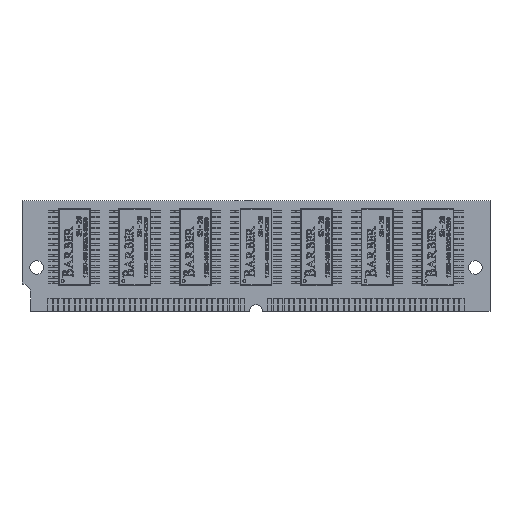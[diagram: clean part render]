
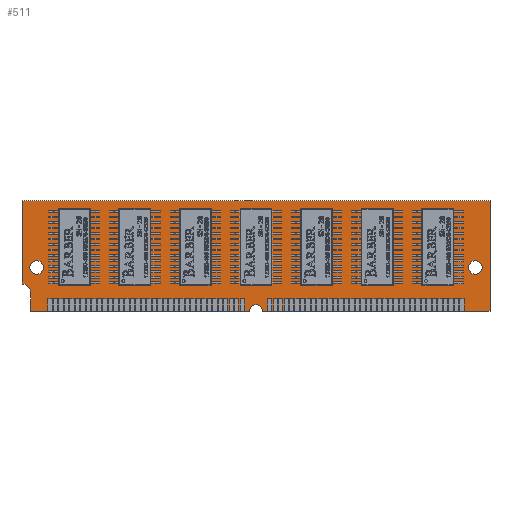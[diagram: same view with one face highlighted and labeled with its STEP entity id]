
A CAD part, top view. The second image highlights one B-rep face of the part: STEP entity #511.
In plain terms, the highlighted planar face has unit normal (0, 0, 1).
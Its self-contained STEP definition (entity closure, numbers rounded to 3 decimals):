
#353=VERTEX_POINT('',#354);
#354=CARTESIAN_POINT('',(52.515,0.0,1.372));
#360=EDGE_CURVE('',#353,#361,#363,.F.);
#361=VERTEX_POINT('',#362);
#362=CARTESIAN_POINT('',(2.032,0.0,1.372));
#363=LINE('',#364,#365);
#364=CARTESIAN_POINT('',(0.0,0.0,1.372));
#365=VECTOR('',#366,1.0);
#366=DIRECTION('',(1.0,0.0,0.0));
#393=VERTEX_POINT('',#394);
#394=CARTESIAN_POINT('',(0.,6.35,1.372));
#400=EDGE_CURVE('',#393,#401,#403,.F.);
#401=VERTEX_POINT('',#402);
#402=CARTESIAN_POINT('',(0.0,25.654,1.372));
#403=LINE('',#404,#405);
#404=CARTESIAN_POINT('',(0.0,0.0,1.372));
#405=VECTOR('',#406,1.0);
#406=DIRECTION('',(0.0,-1.0,0.0));
#422=EDGE_CURVE('',#423,#425,#427,.F.);
#423=VERTEX_POINT('',#424);
#424=CARTESIAN_POINT('',(108.204,0.0,1.372));
#425=VERTEX_POINT('',#426);
#426=CARTESIAN_POINT('',(55.69,0.0,1.372));
#427=LINE('',#428,#429);
#428=CARTESIAN_POINT('',(0.0,0.0,1.372));
#429=VECTOR('',#430,1.0);
#430=DIRECTION('',(1.0,0.0,0.0));
#471=VERTEX_POINT('',#472);
#472=CARTESIAN_POINT('',(108.204,25.654,1.372));
#478=EDGE_CURVE('',#471,#423,#479,.F.);
#479=LINE('',#480,#481);
#480=CARTESIAN_POINT('',(108.204,0.0,1.372));
#481=VECTOR('',#482,1.0);
#482=DIRECTION('',(0.0,1.0,0.0));
#500=EDGE_CURVE('',#401,#471,#501,.F.);
#501=LINE('',#502,#503);
#502=CARTESIAN_POINT('',(0.0,25.654,1.372));
#503=VECTOR('',#504,1.0);
#504=DIRECTION('',(-1.0,0.0,0.0));
#511=ADVANCED_FACE('',(#512,#523,#534),#563,.F.);
#512=FACE_BOUND('',#513,.T.);
#513=EDGE_LOOP('',(#514));
#514=ORIENTED_EDGE('',*,*,#515,.T.);
#515=EDGE_CURVE('',#516,#516,#518,.F.);
#516=VERTEX_POINT('',#517);
#517=CARTESIAN_POINT('',(103.238,10.16,1.372));
#518=CIRCLE('',#519,1.588);
#519=AXIS2_PLACEMENT_3D('',#520,#521,#522);
#520=CARTESIAN_POINT('',(104.826,10.16,1.372));
#521=DIRECTION('',(0.0,0.0,1.0));
#522=DIRECTION('',(-1.0,0.0,0.0));
#523=FACE_BOUND('',#524,.T.);
#524=EDGE_LOOP('',(#525));
#525=ORIENTED_EDGE('',*,*,#526,.T.);
#526=EDGE_CURVE('',#527,#527,#529,.F.);
#527=VERTEX_POINT('',#528);
#528=CARTESIAN_POINT('',(4.966,10.16,1.372));
#529=CIRCLE('',#530,1.588);
#530=AXIS2_PLACEMENT_3D('',#531,#532,#533);
#531=CARTESIAN_POINT('',(3.378,10.16,1.372));
#532=DIRECTION('',(0.0,0.0,1.0));
#533=DIRECTION('',(1.0,0.0,0.0));
#534=FACE_BOUND('',#535,.T.);
#535=EDGE_LOOP('',(#536,#537,#544,#545,#546,#547,#548,#557));
#536=ORIENTED_EDGE('',*,*,#360,.F.);
#537=ORIENTED_EDGE('',*,*,#538,.T.);
#538=EDGE_CURVE('',#353,#425,#539,.F.);
#539=CIRCLE('',#540,1.588);
#540=AXIS2_PLACEMENT_3D('',#541,#542,#543);
#541=CARTESIAN_POINT('',(54.102,0.0,1.372));
#542=DIRECTION('',(0.0,0.0,1.0));
#543=DIRECTION('',(1.0,0.0,0.0));
#544=ORIENTED_EDGE('',*,*,#422,.F.);
#545=ORIENTED_EDGE('',*,*,#478,.F.);
#546=ORIENTED_EDGE('',*,*,#500,.F.);
#547=ORIENTED_EDGE('',*,*,#400,.F.);
#548=ORIENTED_EDGE('',*,*,#549,.T.);
#549=EDGE_CURVE('',#393,#550,#552,.F.);
#550=VERTEX_POINT('',#551);
#551=CARTESIAN_POINT('',(2.032,4.318,1.372));
#552=CIRCLE('',#553,2.032);
#553=AXIS2_PLACEMENT_3D('',#554,#555,#556);
#554=CARTESIAN_POINT('',(0.0,4.318,1.372));
#555=DIRECTION('',(0.0,0.0,1.0));
#556=DIRECTION('',(1.0,0.0,0.0));
#557=ORIENTED_EDGE('',*,*,#558,.T.);
#558=EDGE_CURVE('',#550,#361,#559,.F.);
#559=LINE('',#560,#561);
#560=CARTESIAN_POINT('',(2.032,0.0,1.372));
#561=VECTOR('',#562,1.0);
#562=DIRECTION('',(0.0,1.0,0.0));
#563=PLANE('',#564);
#564=AXIS2_PLACEMENT_3D('',#565,#566,#567);
#565=CARTESIAN_POINT('',(0.0,0.0,1.372));
#566=DIRECTION('',(0.0,0.0,-1.0));
#567=DIRECTION('',(-1.0,0.0,0.0));
